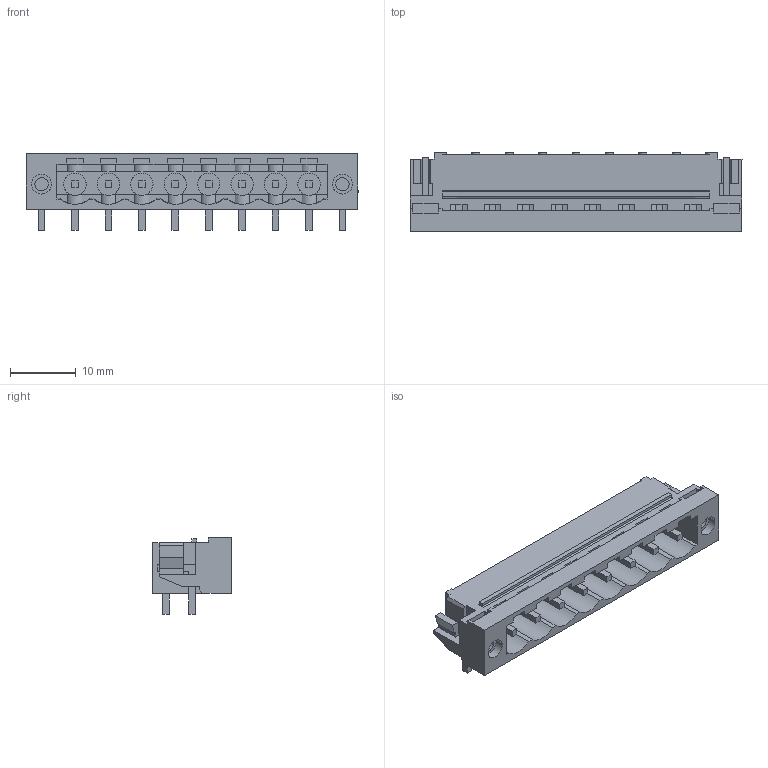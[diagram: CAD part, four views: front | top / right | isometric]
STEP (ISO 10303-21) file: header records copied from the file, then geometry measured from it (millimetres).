
FILE_DESCRIPTION(('CATIA V5R22 STEP214','CAx-IF Rec.Pracs.--- Model Styling and Organization---1.4--- 2014-01-23'),'2;1');
FILE_NAME ('D1456965_1_1837690000_1837690000.stp','2023-05-11T06:54:53+00:00',('none'),('Weidmueller'),'CATIA Version 5-6 Release 2016 SP3 HF44','CATIA V5 STEP AP214','none');
FILE_SCHEMA(('AUTOMOTIVE_DESIGN { 1 0 10303 214 1 1 1 1 }'));
Length unit declared in the file: millimetre
Products named in the file (1): 1837690000
Bounding box: 50.44 x 12 x 11.63 mm (x, y, z)
Volume: 2045.8 mm3; surface area: 4496.2 mm2
Topology: 11 solids, 11 shells, 570 faces, 1718 edges, 1134 vertices
Faces by surface type: plane 465, cylinder 87, extrusion 18
Entity records: 18378 total; most frequent: CARTESIAN_POINT 4205, ORIENTED_EDGE 3436, DIRECTION 2146, EDGE_CURVE 1718, VECTOR 1332, LINE 1314, VERTEX_POINT 1134, EDGE_LOOP 606
